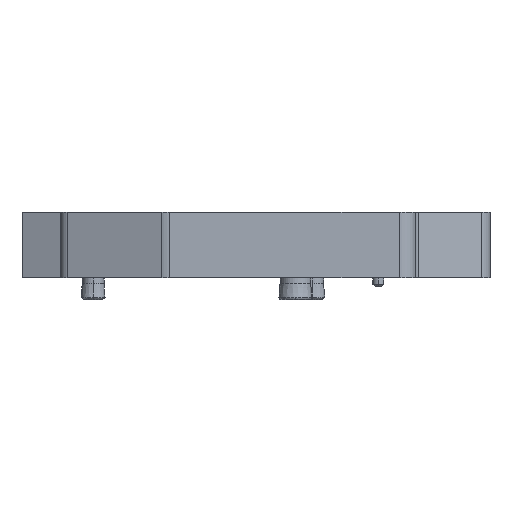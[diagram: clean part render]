
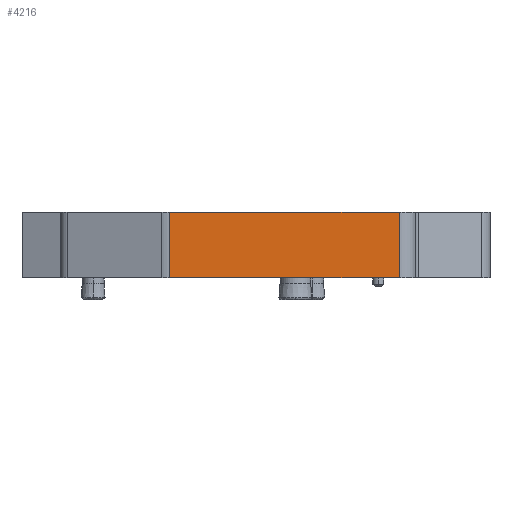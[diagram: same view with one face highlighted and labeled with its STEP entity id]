
A CAD part, left-side view. The second image highlights one B-rep face of the part: STEP entity #4216.
In plain terms, the highlighted planar face has unit normal (-1, 0, 0).
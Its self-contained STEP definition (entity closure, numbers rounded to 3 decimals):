
#390=DIRECTION('',(0.,1.,0.));
#391=VECTOR('',#390,21.031);
#392=CARTESIAN_POINT('',(-40.,11.3,0.));
#393=LINE('',#392,#391);
#881=DIRECTION('',(0.,0.,-1.));
#882=VECTOR('',#881,6.);
#883=CARTESIAN_POINT('',(-40.,11.3,6.));
#884=LINE('',#883,#882);
#895=DIRECTION('',(0.,1.,0.));
#896=VECTOR('',#895,21.031);
#897=CARTESIAN_POINT('',(-40.,11.3,6.));
#898=LINE('',#897,#896);
#902=DIRECTION('',(0.,0.,1.));
#903=VECTOR('',#902,6.);
#904=CARTESIAN_POINT('',(-40.,32.331,0.));
#905=LINE('',#904,#903);
#3233=CARTESIAN_POINT('',(-40.,11.3,6.));
#3234=CARTESIAN_POINT('',(-40.,32.331,6.));
#3235=VERTEX_POINT('',#3233);
#3236=VERTEX_POINT('',#3234);
#3237=CARTESIAN_POINT('',(-40.,11.3,0.));
#3238=VERTEX_POINT('',#3237);
#3239=CARTESIAN_POINT('',(-40.,32.331,0.));
#3240=VERTEX_POINT('',#3239);
#4204=CARTESIAN_POINT('',(-40.,3.3,0.));
#4205=DIRECTION('',(1.,0.,0.));
#4206=DIRECTION('',(0.,-1.,0.));
#4207=AXIS2_PLACEMENT_3D('',#4204,#4205,#4206);
#4208=PLANE('',#4207);
#4210=ORIENTED_EDGE('',*,*,#4209,.T.);
#4211=ORIENTED_EDGE('',*,*,#3540,.F.);
#4212=ORIENTED_EDGE('',*,*,#4189,.T.);
#4213=ORIENTED_EDGE('',*,*,#3644,.T.);
#4214=EDGE_LOOP('',(#4210,#4211,#4212,#4213));
#4215=FACE_OUTER_BOUND('',#4214,.F.);
#3540=EDGE_CURVE('',#3235,#3236,#898,.T.);
#3644=EDGE_CURVE('',#3238,#3240,#393,.T.);
#4189=EDGE_CURVE('',#3235,#3238,#884,.T.);
#4209=EDGE_CURVE('',#3240,#3236,#905,.T.);
#4216=ADVANCED_FACE('',(#4215),#4208,.F.);
